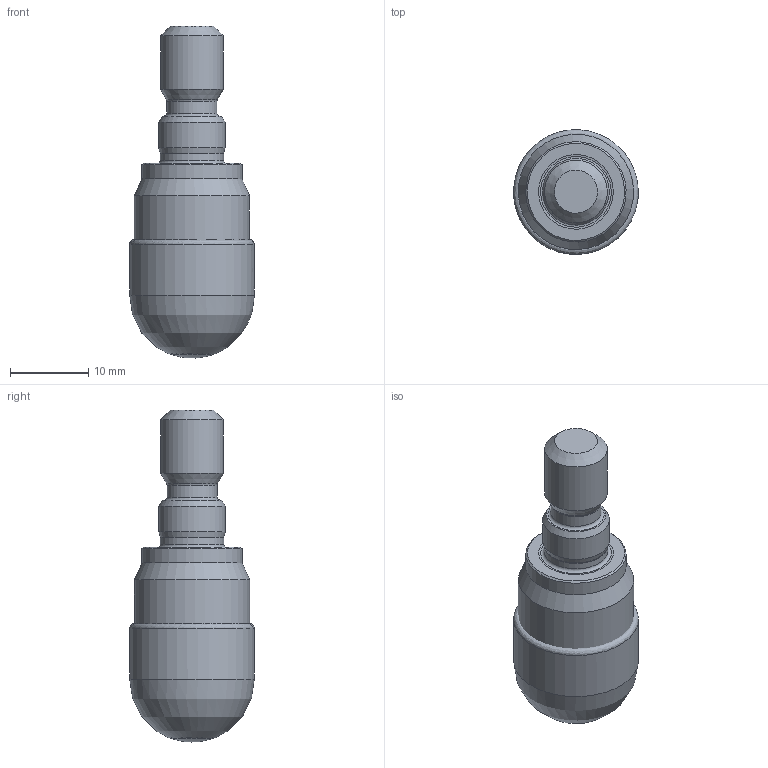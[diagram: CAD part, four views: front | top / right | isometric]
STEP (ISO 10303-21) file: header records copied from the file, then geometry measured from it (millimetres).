
FILE_DESCRIPTION(/* description */ (''),/* implementation_level */ '2;1');
FILE_NAME(/* name */ '16L2R025M08-SZP16_115009225ndi000_00-SIM.stp',/* time_stamp */ '2020-01-21T10:59:04+01:00',/* author */ (''),/* organization */ (''),/* preprocessor_version */ 'ST-DEVELOPER v16.7',/* originating_system */ 'SIEMENS PLM Software NX 12.0',/* authorisation */ '');
FILE_SCHEMA (('AUTOMOTIVE_DESIGN { 1 0 10303 214 3 1 1 1 }'));
Length unit declared in the file: millimetre
Products named in the file (1): hm1504A0C018fx5r
Bounding box: 15.89 x 15.89 x 42.34 mm (x, y, z)
Volume: 6446.4 mm3; surface area: 2689.9 mm2
Topology: 2 solids, 2 shells, 42 faces, 103 edges, 66 vertices
Faces by surface type: revolution 14, cone 12, cylinder 6, plane 4, torus 4, sphere 2
Full cylindrical faces by diameter (mm): 6.376 x1, 8 x1, 8.1 x1, 8.5 x1, 12.8 x1, 14.7 x1
Entity records: 927 total; most frequent: CARTESIAN_POINT 165, DIRECTION 162, EDGE_LOOP 82, ORIENTED_EDGE 82, FACE_BOUND 80, AXIS2_PLACEMENT_3D 72, CIRCLE 43, ADVANCED_FACE 42
